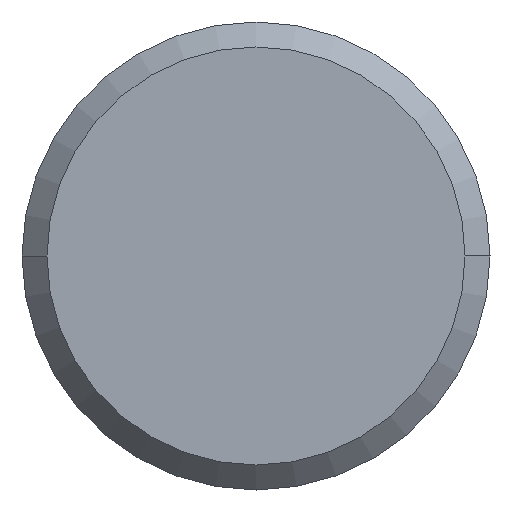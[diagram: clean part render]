
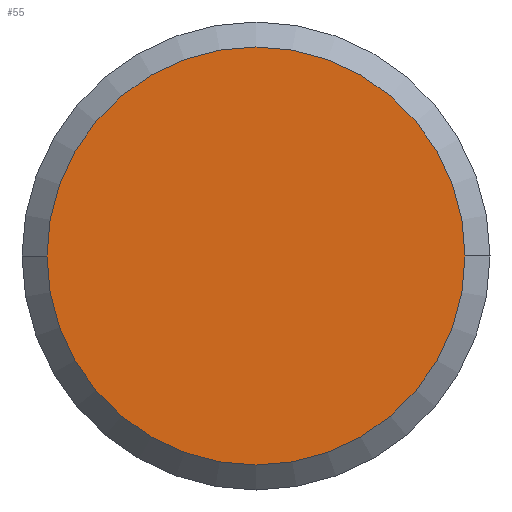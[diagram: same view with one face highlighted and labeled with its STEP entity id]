
A CAD part, left-side view. The second image highlights one B-rep face of the part: STEP entity #55.
In plain terms, the highlighted planar face has unit normal (-1, 0, 0).
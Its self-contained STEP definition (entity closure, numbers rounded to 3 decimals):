
#55=ADVANCED_FACE('',(#115),#116,.T.);
#115=FACE_OUTER_BOUND('',#181,.T.);
#116=PLANE('',#182);
#181=EDGE_LOOP('',(#256,#257));
#182=AXIS2_PLACEMENT_3D('',#258,#259,#260);
#256=ORIENTED_EDGE('',*,*,#343,.F.);
#257=ORIENTED_EDGE('',*,*,#347,.F.);
#258=CARTESIAN_POINT('',(0.,1.34,0.0));
#259=DIRECTION('',(-1.0,0.,0.0));
#260=DIRECTION('',(0.,-1.0,0.0));
#343=EDGE_CURVE('',#399,#401,#402,.T.);
#347=EDGE_CURVE('',#401,#399,#406,.T.);
#399=VERTEX_POINT('',#464);
#401=VERTEX_POINT('',#467);
#402=CIRCLE('',#468,2.68);
#406=CIRCLE('',#473,2.68);
#464=CARTESIAN_POINT('',(0.,2.68,0.0));
#467=CARTESIAN_POINT('',(0.,-2.68,0.));
#468=AXIS2_PLACEMENT_3D('',#525,#526,#527);
#473=AXIS2_PLACEMENT_3D('',#532,#533,#534);
#525=CARTESIAN_POINT('',(0.,0.0,0.0));
#526=DIRECTION('',(1.0,0.,0.0));
#527=DIRECTION('',(0.,1.0,0.0));
#532=CARTESIAN_POINT('',(0.,0.0,0.0));
#533=DIRECTION('',(1.0,0.,0.0));
#534=DIRECTION('',(0.,1.0,0.0));
